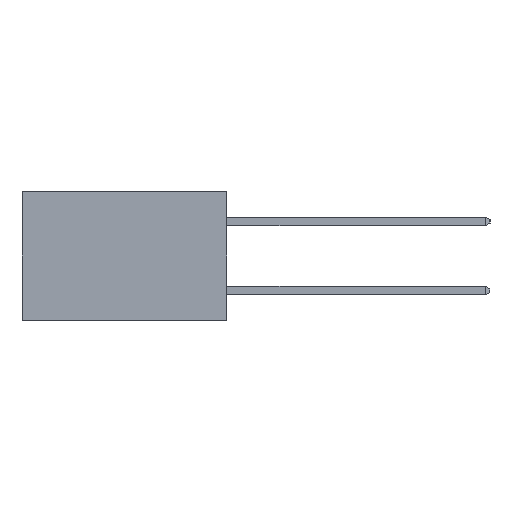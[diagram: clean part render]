
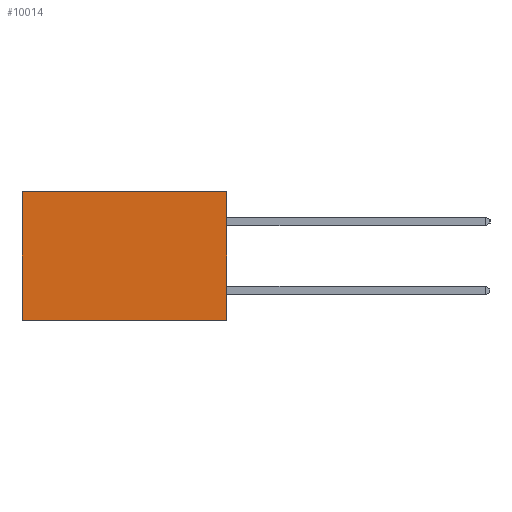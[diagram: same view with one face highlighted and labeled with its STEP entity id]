
A CAD part, left-side view. The second image highlights one B-rep face of the part: STEP entity #10014.
In plain terms, the highlighted planar face has unit normal (-1, 0, 0).
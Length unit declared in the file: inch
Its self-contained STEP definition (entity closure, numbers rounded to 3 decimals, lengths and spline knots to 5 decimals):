
#99 = LINE ( 'NONE', #7184, #19468 ) ;
#148 = CARTESIAN_POINT ( 'NONE',  ( 0.277, 0., -0.37 ) ) ;
#1952 = CARTESIAN_POINT ( 'NONE',  ( 0.277, 0., -0.37 ) ) ;
#2214 = LINE ( 'NONE', #5362, #17993 ) ;
#3103 = VECTOR ( 'NONE', #4106, 39.37008 ) ;
#3538 = DIRECTION ( 'NONE',  ( 0., 0., -1. ) ) ;
#3606 = LINE ( 'NONE', #14905, #3103 ) ;
#4106 = DIRECTION ( 'NONE',  ( 0., 0., -1. ) ) ;
#4315 = LINE ( 'NONE', #9234, #8509 ) ;
#5212 = CARTESIAN_POINT ( 'NONE',  ( 0.277, 0.59, -0.37 ) ) ;
#5362 = CARTESIAN_POINT ( 'NONE',  ( 0.277, 0., -0.37 ) ) ;
#6085 = DIRECTION ( 'NONE',  ( 0., 1., 0. ) ) ;
#6240 = ORIENTED_EDGE ( 'NONE', *, *, #15678, .F. ) ;
#6931 = DIRECTION ( 'NONE',  ( 0., 0., -1. ) ) ;
#7184 = CARTESIAN_POINT ( 'NONE',  ( 0.277, 0., -0.37 ) ) ;
#8509 = VECTOR ( 'NONE', #6085, 39.37008 ) ;
#8782 = CARTESIAN_POINT ( 'NONE',  ( 0.277, 0.59, 0. ) ) ;
#8954 = EDGE_CURVE ( 'NONE', #13317, #15353, #2214, .T. ) ;
#9234 = CARTESIAN_POINT ( 'NONE',  ( 0.277, 0., 0. ) ) ;
#9554 = CARTESIAN_POINT ( 'NONE',  ( 0.277, 0., 0. ) ) ;
#9792 = PLANE ( 'NONE',  #18445 ) ;
#9936 = ORIENTED_EDGE ( 'NONE', *, *, #18480, .T. ) ;
#10014 = ADVANCED_FACE ( 'NONE', ( #12199 ), #9792, .F. ) ;
#12199 = FACE_OUTER_BOUND ( 'NONE', #13010, .T. ) ;
#12862 = DIRECTION ( 'NONE',  ( 1., 0., 0. ) ) ;
#13010 = EDGE_LOOP ( 'NONE', ( #9936, #6240, #18823, #15339 ) ) ;
#13317 = VERTEX_POINT ( 'NONE', #9554 ) ;
#13490 = VERTEX_POINT ( 'NONE', #5212 ) ;
#13684 = VERTEX_POINT ( 'NONE', #8782 ) ;
#14832 = DIRECTION ( 'NONE',  ( 0., 1., 0. ) ) ;
#14905 = CARTESIAN_POINT ( 'NONE',  ( 0.277, 0.59, -0.37 ) ) ;
#15339 = ORIENTED_EDGE ( 'NONE', *, *, #18667, .T. ) ;
#15353 = VERTEX_POINT ( 'NONE', #148 ) ;
#15678 = EDGE_CURVE ( 'NONE', #15353, #13490, #99, .T. ) ;
#17993 = VECTOR ( 'NONE', #6931, 39.37008 ) ;
#18445 = AXIS2_PLACEMENT_3D ( 'NONE', #1952, #12862, #3538 ) ;
#18480 = EDGE_CURVE ( 'NONE', #13684, #13490, #3606, .T. ) ;
#18667 = EDGE_CURVE ( 'NONE', #13317, #13684, #4315, .T. ) ;
#18823 = ORIENTED_EDGE ( 'NONE', *, *, #8954, .F. ) ;
#19468 = VECTOR ( 'NONE', #14832, 39.37008 ) ;
